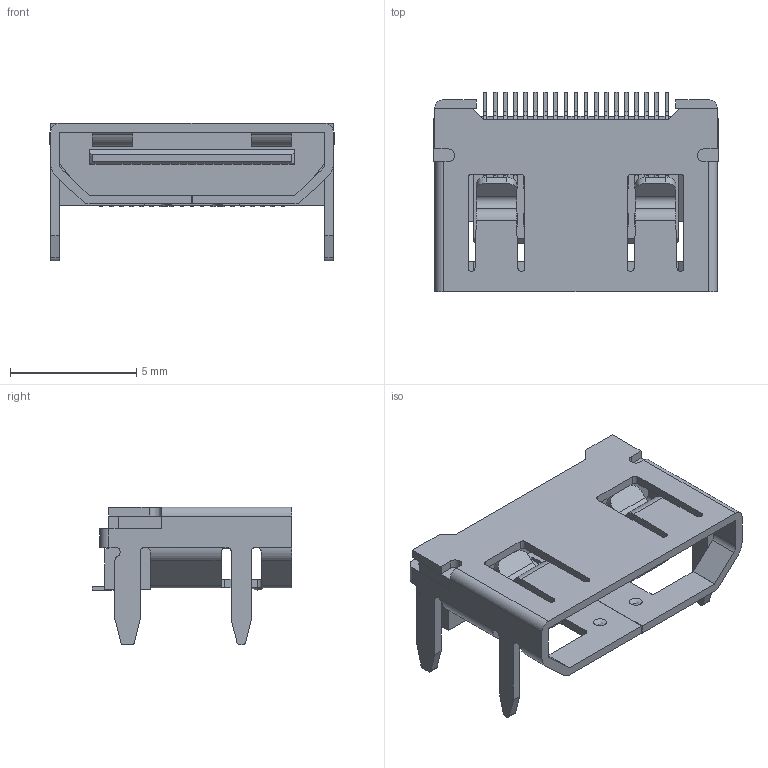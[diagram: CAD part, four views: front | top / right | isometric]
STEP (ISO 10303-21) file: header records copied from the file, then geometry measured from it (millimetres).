
FILE_DESCRIPTION(/* description */ (''),/* implementation_level */ '2;1');
FILE_NAME(/* name */ 'WURTH_685119136923.stp',/* time_stamp */ '2017-03-09T13:55:42+01:00',/* author */ ('jchouvet'),/* organization */ ('Unknown'),/* preprocessor_version */ 'ST-DEVELOPER v16.1',/* originating_system */ 'AutoCAD Mechanical',/* authorisation */ ' ');
FILE_SCHEMA (('AUTOMOTIVE_DESIGN { 1 0 10303 214 3 1 1 }'));
Length unit declared in the file: millimetre
Products named in the file (1): Product
Bounding box: 11.25 x 7.9 x 5.45 mm (x, y, z)
Volume: 125.9 mm3; surface area: 738 mm2
Topology: 41 solids, 41 shells, 946 faces, 2725 edges, 1786 vertices
Faces by surface type: plane 785, cylinder 151, bspline 10
Entity records: 31059 total; most frequent: CARTESIAN_POINT 5783, ORIENTED_EDGE 5450, DIRECTION 4897, EDGE_CURVE 2725, LINE 2395, VECTOR 2395, VERTEX_POINT 1786, AXIS2_PLACEMENT_3D 1251
